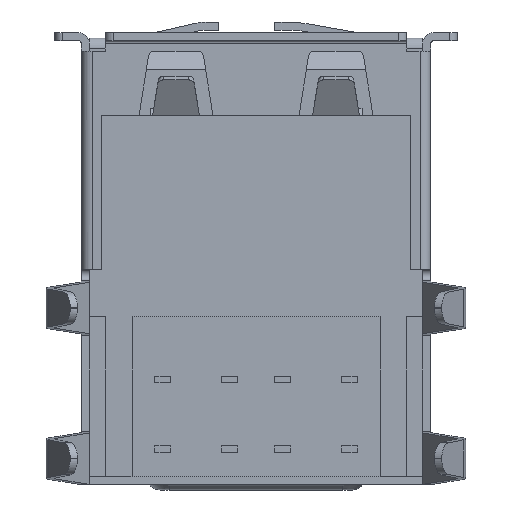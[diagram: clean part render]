
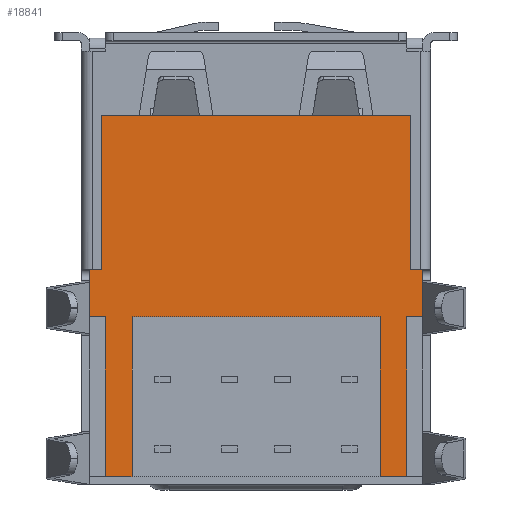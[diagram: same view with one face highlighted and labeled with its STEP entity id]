
A CAD part, front view. The second image highlights one B-rep face of the part: STEP entity #18841.
In plain terms, the highlighted planar face has unit normal (0, -1, 0).
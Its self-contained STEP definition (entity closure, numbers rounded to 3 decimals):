
#1768=DIRECTION('',(0.,0.,-1.));
#1769=VECTOR('',#1768,1.77);
#1770=CARTESIAN_POINT('',(-6.25,-8.3,-8.88));
#1771=LINE('',#1770,#1769);
#4354=DIRECTION('',(1.,0.,0.));
#4355=VECTOR('',#4354,1.);
#4356=CARTESIAN_POINT('',(4.65,-8.3,-16.65));
#4357=LINE('',#4356,#4355);
#4370=DIRECTION('',(1.,0.,0.));
#4371=VECTOR('',#4370,1.);
#4372=CARTESIAN_POINT('',(-5.65,-8.3,-16.65));
#4373=LINE('',#4372,#4371);
#4390=DIRECTION('',(0.,0.,-1.));
#4391=VECTOR('',#4390,1.77);
#4392=CARTESIAN_POINT('',(6.25,-8.3,-8.88));
#4393=LINE('',#4392,#4391);
#6968=DIRECTION('',(0.,0.,-1.));
#6969=VECTOR('',#6968,6.);
#6970=CARTESIAN_POINT('',(-5.65,-8.3,-10.65));
#6971=LINE('',#6970,#6969);
#6984=DIRECTION('',(1.,0.,0.));
#6985=VECTOR('',#6984,0.6);
#6986=CARTESIAN_POINT('',(-6.25,-8.3,-10.65));
#6987=LINE('',#6986,#6985);
#6992=DIRECTION('',(1.,0.,0.));
#6993=VECTOR('',#6992,0.6);
#6994=CARTESIAN_POINT('',(5.65,-8.3,-10.65));
#6995=LINE('',#6994,#6993);
#7000=DIRECTION('',(0.,0.,1.));
#7001=VECTOR('',#7000,6.);
#7002=CARTESIAN_POINT('',(-4.65,-8.3,-16.65));
#7003=LINE('',#7002,#7001);
#7004=DIRECTION('',(1.,0.,0.));
#7005=VECTOR('',#7004,0.45);
#7006=CARTESIAN_POINT('',(-6.25,-8.3,-8.88));
#7007=LINE('',#7006,#7005);
#7008=DIRECTION('',(1.,0.,0.));
#7009=VECTOR('',#7008,0.45);
#7010=CARTESIAN_POINT('',(5.8,-8.3,-8.88));
#7011=LINE('',#7010,#7009);
#7012=DIRECTION('',(0.,0.,1.));
#7013=VECTOR('',#7012,6.);
#7014=CARTESIAN_POINT('',(4.65,-8.3,-16.65));
#7015=LINE('',#7014,#7013);
#7016=DIRECTION('',(-1.,0.,0.));
#7017=VECTOR('',#7016,9.3);
#7018=CARTESIAN_POINT('',(4.65,-8.3,-10.65));
#7019=LINE('',#7018,#7017);
#7440=DIRECTION('',(0.,0.,-1.));
#7441=VECTOR('',#7440,5.78);
#7442=CARTESIAN_POINT('',(-5.8,-8.3,-3.1));
#7443=LINE('',#7442,#7441);
#7448=DIRECTION('',(0.,0.,-1.));
#7449=VECTOR('',#7448,5.78);
#7450=CARTESIAN_POINT('',(5.8,-8.3,-3.1));
#7451=LINE('',#7450,#7449);
#7468=DIRECTION('',(-1.,0.,0.));
#7469=VECTOR('',#7468,11.6);
#7470=CARTESIAN_POINT('',(5.8,-8.3,-3.1));
#7471=LINE('',#7470,#7469);
#7480=DIRECTION('',(0.,0.,-1.));
#7481=VECTOR('',#7480,6.);
#7482=CARTESIAN_POINT('',(5.65,-8.3,-10.65));
#7483=LINE('',#7482,#7481);
#8836=CARTESIAN_POINT('',(-5.8,-8.3,-3.1));
#8837=VERTEX_POINT('',#8836);
#8842=CARTESIAN_POINT('',(5.8,-8.3,-3.1));
#8843=VERTEX_POINT('',#8842);
#8844=CARTESIAN_POINT('',(-6.25,-8.3,-8.88));
#8845=CARTESIAN_POINT('',(-6.25,-8.3,-10.65));
#8846=VERTEX_POINT('',#8844);
#8847=VERTEX_POINT('',#8845);
#8852=CARTESIAN_POINT('',(6.25,-8.3,-8.88));
#8853=CARTESIAN_POINT('',(6.25,-8.3,-10.65));
#8854=VERTEX_POINT('',#8852);
#8855=VERTEX_POINT('',#8853);
#9029=CARTESIAN_POINT('',(-5.8,-8.3,-8.88));
#9031=VERTEX_POINT('',#9029);
#9033=CARTESIAN_POINT('',(5.8,-8.3,-8.88));
#9035=VERTEX_POINT('',#9033);
#9036=CARTESIAN_POINT('',(-5.65,-8.3,-10.65));
#9038=VERTEX_POINT('',#9036);
#9040=CARTESIAN_POINT('',(5.65,-8.3,-10.65));
#9042=VERTEX_POINT('',#9040);
#9048=CARTESIAN_POINT('',(-5.65,-8.3,-16.65));
#9049=VERTEX_POINT('',#9048);
#9050=CARTESIAN_POINT('',(5.65,-8.3,-16.65));
#9051=VERTEX_POINT('',#9050);
#9056=CARTESIAN_POINT('',(-4.65,-8.3,-16.65));
#9057=CARTESIAN_POINT('',(-4.65,-8.3,-10.65));
#9058=VERTEX_POINT('',#9056);
#9059=VERTEX_POINT('',#9057);
#9060=CARTESIAN_POINT('',(4.65,-8.3,-16.65));
#9061=CARTESIAN_POINT('',(4.65,-8.3,-10.65));
#9062=VERTEX_POINT('',#9060);
#9063=VERTEX_POINT('',#9061);
#18811=CARTESIAN_POINT('',(-5.5,-8.3,-3.1));
#18812=DIRECTION('',(0.,-1.,0.));
#18813=DIRECTION('',(0.,0.,-1.));
#18814=AXIS2_PLACEMENT_3D('',#18811,#18812,#18813);
#18815=PLANE('',#18814);
#18817=ORIENTED_EDGE('',*,*,#18816,.F.);
#18818=ORIENTED_EDGE('',*,*,#15216,.F.);
#18819=ORIENTED_EDGE('',*,*,#18777,.F.);
#18820=ORIENTED_EDGE('',*,*,#18792,.F.);
#18821=ORIENTED_EDGE('',*,*,#11745,.F.);
#18822=ORIENTED_EDGE('',*,*,#10004,.T.);
#18824=ORIENTED_EDGE('',*,*,#18823,.F.);
#18826=ORIENTED_EDGE('',*,*,#18825,.F.);
#18828=ORIENTED_EDGE('',*,*,#18827,.T.);
#18829=ORIENTED_EDGE('',*,*,#9996,.T.);
#18830=ORIENTED_EDGE('',*,*,#15246,.T.);
#18831=ORIENTED_EDGE('',*,*,#18804,.F.);
#18833=ORIENTED_EDGE('',*,*,#18832,.T.);
#18834=ORIENTED_EDGE('',*,*,#15199,.F.);
#18836=ORIENTED_EDGE('',*,*,#18835,.T.);
#18838=ORIENTED_EDGE('',*,*,#18837,.T.);
#18839=EDGE_LOOP('',(#18817,#18818,#18819,#18820,#18821,#18822,#18824,#18826,
#18828,#18829,#18830,#18831,#18833,#18834,#18836,#18838));
#18840=FACE_OUTER_BOUND('',#18839,.F.);
#9996=EDGE_CURVE('',#9035,#8854,#7011,.T.);
#10004=EDGE_CURVE('',#8846,#9031,#7007,.T.);
#11745=EDGE_CURVE('',#8846,#8847,#1771,.T.);
#15199=EDGE_CURVE('',#9062,#9051,#4357,.T.);
#15216=EDGE_CURVE('',#9049,#9058,#4373,.T.);
#15246=EDGE_CURVE('',#8854,#8855,#4393,.T.);
#18777=EDGE_CURVE('',#9038,#9049,#6971,.T.);
#18792=EDGE_CURVE('',#8847,#9038,#6987,.T.);
#18804=EDGE_CURVE('',#9042,#8855,#6995,.T.);
#18816=EDGE_CURVE('',#9058,#9059,#7003,.T.);
#18823=EDGE_CURVE('',#8837,#9031,#7443,.T.);
#18825=EDGE_CURVE('',#8843,#8837,#7471,.T.);
#18827=EDGE_CURVE('',#8843,#9035,#7451,.T.);
#18832=EDGE_CURVE('',#9042,#9051,#7483,.T.);
#18835=EDGE_CURVE('',#9062,#9063,#7015,.T.);
#18837=EDGE_CURVE('',#9063,#9059,#7019,.T.);
#18841=ADVANCED_FACE('',(#18840),#18815,.T.);
